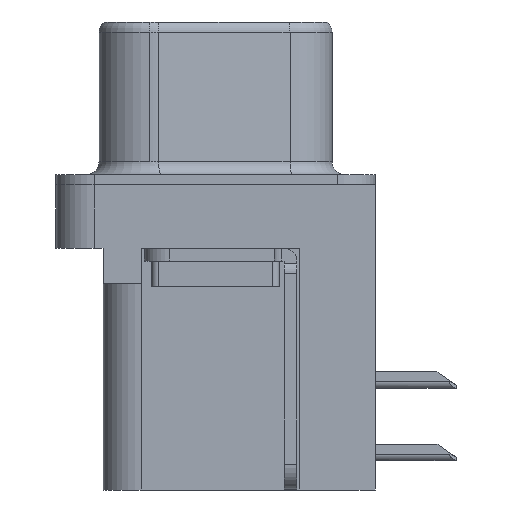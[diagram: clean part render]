
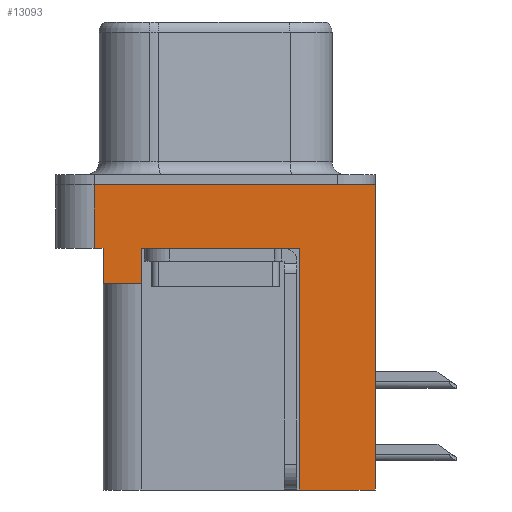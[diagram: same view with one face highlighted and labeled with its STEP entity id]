
A CAD part, left-side view. The second image highlights one B-rep face of the part: STEP entity #13093.
In plain terms, the highlighted planar face has unit normal (-1, 0, 0).
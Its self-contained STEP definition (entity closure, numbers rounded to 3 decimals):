
#84 = ORIENTED_EDGE ( 'NONE', *, *, #11997, .T. ) ;
#344 = LINE ( 'NONE', #4520, #5343 ) ;
#432 = VECTOR ( 'NONE', #3805, 1000. ) ;
#768 = LINE ( 'NONE', #12043, #2306 ) ;
#801 = EDGE_CURVE ( 'NONE', #13436, #5202, #13715, .T. ) ;
#1086 = PLANE ( 'NONE',  #4058 ) ;
#1099 = DIRECTION ( 'NONE',  ( 0., 1., 0. ) ) ;
#1139 = CARTESIAN_POINT ( 'NONE',  ( -2.91, 4.775, -2.5 ) ) ;
#1386 = DIRECTION ( 'NONE',  ( 0., 0., 1. ) ) ;
#1479 = VECTOR ( 'NONE', #1386, 1000. ) ;
#1593 = CARTESIAN_POINT ( 'NONE',  ( -2.91, 2.895, -3.9 ) ) ;
#2306 = VECTOR ( 'NONE', #1099, 1000. ) ;
#2556 = DIRECTION ( 'NONE',  ( 0., -1., 0. ) ) ;
#2766 = VECTOR ( 'NONE', #15134, 1000. ) ;
#2798 = CARTESIAN_POINT ( 'NONE',  ( -2.91, 4.425, -3.9 ) ) ;
#3561 = CARTESIAN_POINT ( 'NONE',  ( -2.91, -6.275, -12. ) ) ;
#3740 = CARTESIAN_POINT ( 'NONE',  ( -2.91, -6.275, -2.5 ) ) ;
#3805 = DIRECTION ( 'NONE',  ( 0., 0., 1. ) ) ;
#3914 = VECTOR ( 'NONE', #15333, 1000. ) ;
#4058 = AXIS2_PLACEMENT_3D ( 'NONE', #4833, #9760, #13420 ) ;
#4520 = CARTESIAN_POINT ( 'NONE',  ( -2.91, -3.295, -12. ) ) ;
#4565 = EDGE_CURVE ( 'NONE', #5135, #11817, #9284, .T. ) ;
#4643 = LINE ( 'NONE', #7857, #7504 ) ;
#4729 = DIRECTION ( 'NONE',  ( 0., 0., 1. ) ) ;
#4743 = CARTESIAN_POINT ( 'NONE',  ( -2.91, 4.425, -3.9 ) ) ;
#4833 = CARTESIAN_POINT ( 'NONE',  ( -2.91, -6.275, -2.5 ) ) ;
#5135 = VERTEX_POINT ( 'NONE', #5959 ) ;
#5157 = VECTOR ( 'NONE', #15618, 1000. ) ;
#5202 = VERTEX_POINT ( 'NONE', #8356 ) ;
#5305 = EDGE_CURVE ( 'NONE', #5135, #13436, #11012, .T. ) ;
#5343 = VECTOR ( 'NONE', #4729, 1000. ) ;
#5344 = DIRECTION ( 'NONE',  ( 0., 0., 1. ) ) ;
#5391 = EDGE_CURVE ( 'NONE', #15049, #11817, #15055, .T. ) ;
#5746 = CARTESIAN_POINT ( 'NONE',  ( -2.91, 2.895, -3.9 ) ) ;
#5799 = LINE ( 'NONE', #1593, #11739 ) ;
#5877 = VERTEX_POINT ( 'NONE', #14346 ) ;
#5959 = CARTESIAN_POINT ( 'NONE',  ( -2.91, 4.775, -2.5 ) ) ;
#5999 = VECTOR ( 'NONE', #7406, 1000. ) ;
#6100 = EDGE_CURVE ( 'NONE', #5877, #15274, #4643, .T. ) ;
#6283 = CARTESIAN_POINT ( 'NONE',  ( -2.91, 4.425, -3.9 ) ) ;
#6406 = VERTEX_POINT ( 'NONE', #3561 ) ;
#6511 = ORIENTED_EDGE ( 'NONE', *, *, #8983, .T. ) ;
#6636 = VERTEX_POINT ( 'NONE', #12847 ) ;
#7056 = LINE ( 'NONE', #3740, #1479 ) ;
#7373 = ORIENTED_EDGE ( 'NONE', *, *, #6100, .T. ) ;
#7406 = DIRECTION ( 'NONE',  ( 0., 0., 1. ) ) ;
#7504 = VECTOR ( 'NONE', #2556, 1000. ) ;
#7835 = ORIENTED_EDGE ( 'NONE', *, *, #4565, .T. ) ;
#7857 = CARTESIAN_POINT ( 'NONE',  ( -2.91, -6.275, -2.5 ) ) ;
#8179 = EDGE_CURVE ( 'NONE', #6636, #15274, #344, .T. ) ;
#8356 = CARTESIAN_POINT ( 'NONE',  ( -2.91, -6.275, 0. ) ) ;
#8983 = EDGE_CURVE ( 'NONE', #6406, #5202, #7056, .T. ) ;
#9284 = LINE ( 'NONE', #12529, #2766 ) ;
#9460 = EDGE_LOOP ( 'NONE', ( #14583, #13490, #7835, #10954, #12502, #84, #7373, #15757, #14242, #6511 ) ) ;
#9760 = DIRECTION ( 'NONE',  ( -1., 0., 0. ) ) ;
#10748 = CARTESIAN_POINT ( 'NONE',  ( -2.91, 4.425, -2.5 ) ) ;
#10954 = ORIENTED_EDGE ( 'NONE', *, *, #5391, .F. ) ;
#11012 = LINE ( 'NONE', #1139, #432 ) ;
#11326 = FACE_OUTER_BOUND ( 'NONE', #9460, .T. ) ;
#11655 = CARTESIAN_POINT ( 'NONE',  ( -2.91, -3.295, -2.5 ) ) ;
#11739 = VECTOR ( 'NONE', #5344, 1000. ) ;
#11761 = CARTESIAN_POINT ( 'NONE',  ( -2.91, -6.275, 0. ) ) ;
#11817 = VERTEX_POINT ( 'NONE', #10748 ) ;
#11902 = LINE ( 'NONE', #4743, #5157 ) ;
#11997 = EDGE_CURVE ( 'NONE', #15469, #5877, #5799, .T. ) ;
#12043 = CARTESIAN_POINT ( 'NONE',  ( -2.91, -3.295, -12. ) ) ;
#12477 = EDGE_CURVE ( 'NONE', #6406, #6636, #768, .T. ) ;
#12502 = ORIENTED_EDGE ( 'NONE', *, *, #14262, .F. ) ;
#12529 = CARTESIAN_POINT ( 'NONE',  ( -2.91, -6.275, -2.5 ) ) ;
#12847 = CARTESIAN_POINT ( 'NONE',  ( -2.91, -3.295, -12. ) ) ;
#12994 = CARTESIAN_POINT ( 'NONE',  ( -2.91, 4.775, 0. ) ) ;
#13093 = ADVANCED_FACE ( 'NONE', ( #11326 ), #1086, .T. ) ;
#13420 = DIRECTION ( 'NONE',  ( 0., 0., 1. ) ) ;
#13436 = VERTEX_POINT ( 'NONE', #12994 ) ;
#13490 = ORIENTED_EDGE ( 'NONE', *, *, #5305, .F. ) ;
#13715 = LINE ( 'NONE', #11761, #3914 ) ;
#14242 = ORIENTED_EDGE ( 'NONE', *, *, #12477, .F. ) ;
#14262 = EDGE_CURVE ( 'NONE', #15469, #15049, #11902, .T. ) ;
#14346 = CARTESIAN_POINT ( 'NONE',  ( -2.91, 2.895, -2.5 ) ) ;
#14583 = ORIENTED_EDGE ( 'NONE', *, *, #801, .F. ) ;
#15049 = VERTEX_POINT ( 'NONE', #2798 ) ;
#15055 = LINE ( 'NONE', #6283, #5999 ) ;
#15134 = DIRECTION ( 'NONE',  ( 0., -1., 0. ) ) ;
#15274 = VERTEX_POINT ( 'NONE', #11655 ) ;
#15333 = DIRECTION ( 'NONE',  ( 0., -1., 0. ) ) ;
#15469 = VERTEX_POINT ( 'NONE', #5746 ) ;
#15618 = DIRECTION ( 'NONE',  ( 0., 1., 0. ) ) ;
#15757 = ORIENTED_EDGE ( 'NONE', *, *, #8179, .F. ) ;
